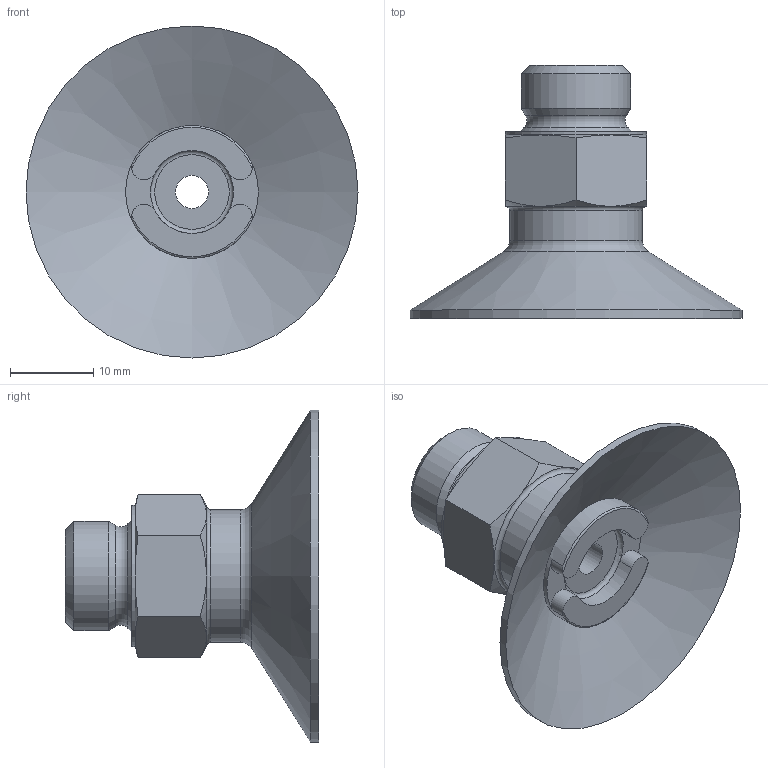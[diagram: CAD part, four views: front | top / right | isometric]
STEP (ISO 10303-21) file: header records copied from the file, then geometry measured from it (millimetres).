
FILE_DESCRIPTION(/* description */ ('STEP AP214'),/* implementation_level */ '2;1');
FILE_NAME(/* name */ '1379454_VAS-40-1_4-SI-B',/* time_stamp */ '2024-09-12T11:30:32+02:00',/* author */ ('License CC BY-ND 4.0'),/* organization */ ('CADENAS'),/* preprocessor_version */ 'ST-DEVELOPER v19.3',/* originating_system */ 'PARTsolutions',/* authorisation */ ' ');
FILE_SCHEMA (('AUTOMOTIVE_DESIGN {1 0 10303 214 3 1 1}'));
Length unit declared in the file: millimetre
Products named in the file (1): 1379454 VAS-40-1/4-SI-B
Bounding box: 40 x 30.5 x 40 mm (x, y, z)
Volume: 6740.8 mm3; surface area: 4564.2 mm2
Topology: 1 solids, 1 shells, 48 faces, 109 edges, 64 vertices
Faces by surface type: cone 17, plane 13, cylinder 12, torus 6
Full cylindrical faces by diameter (mm): 4 x1, 13.157 x1, 16 x2, 17 x1, 40 x1
Entity records: 1284 total; most frequent: CARTESIAN_POINT 283, DIRECTION 208, ORIENTED_EDGE 180, AXIS2_PLACEMENT_3D 97, EDGE_CURVE 90, EDGE_LOOP 66, FACE_BOUND 66, VERTEX_POINT 60
